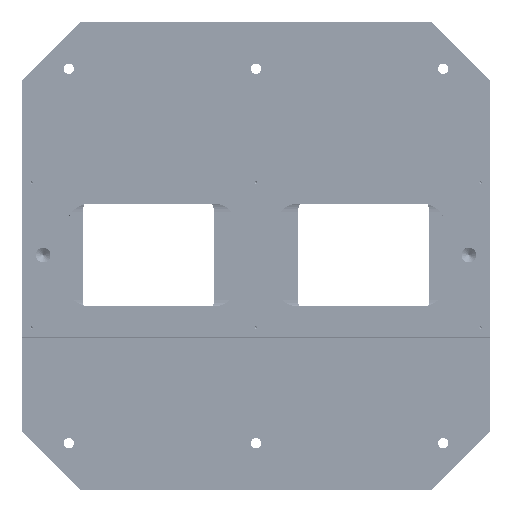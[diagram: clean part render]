
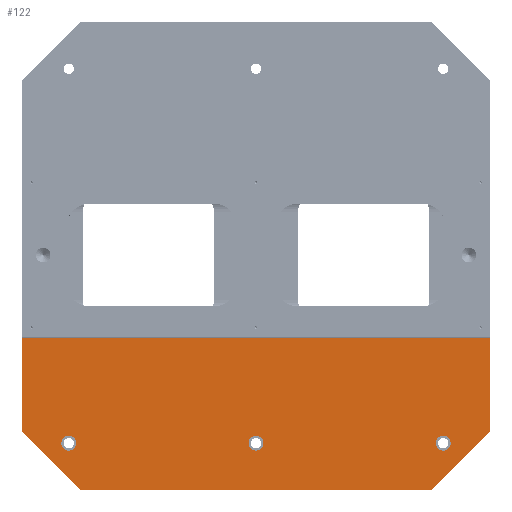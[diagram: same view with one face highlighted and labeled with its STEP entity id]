
A CAD part, top view. The second image highlights one B-rep face of the part: STEP entity #122.
In plain terms, the highlighted planar face has unit normal (0, 0, 1).
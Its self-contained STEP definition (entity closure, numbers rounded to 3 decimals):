
#122 = ADVANCED_FACE( '', ( #1995, #1996, #1997, #1998 ), #1999, .T. );
#1995 = FACE_BOUND( '', #7838, .T. );
#1996 = FACE_BOUND( '', #7839, .T. );
#1997 = FACE_BOUND( '', #7840, .T. );
#1998 = FACE_OUTER_BOUND( '', #7841, .T. );
#1999 = PLANE( '', #7842 );
#7838 = EDGE_LOOP( '', ( #14038 ) );
#7839 = EDGE_LOOP( '', ( #14039 ) );
#7840 = EDGE_LOOP( '', ( #14040 ) );
#7841 = EDGE_LOOP( '', ( #14041, #14042, #14043, #14044, #14045, #14046 ) );
#7842 = AXIS2_PLACEMENT_3D( '', #14047, #14048, #14049 );
#14038 = ORIENTED_EDGE( '', *, *, #24264, .T. );
#14039 = ORIENTED_EDGE( '', *, *, #24265, .T. );
#14040 = ORIENTED_EDGE( '', *, *, #24266, .T. );
#14041 = ORIENTED_EDGE( '', *, *, #24267, .T. );
#14042 = ORIENTED_EDGE( '', *, *, #24258, .T. );
#14043 = ORIENTED_EDGE( '', *, *, #24268, .T. );
#14044 = ORIENTED_EDGE( '', *, *, #24269, .T. );
#14045 = ORIENTED_EDGE( '', *, *, #24270, .T. );
#14046 = ORIENTED_EDGE( '', *, *, #23869, .T. );
#14047 = CARTESIAN_POINT( '', ( -500., -500., 55. ) );
#14048 = DIRECTION( '', ( 0., 0., 1. ) );
#14049 = DIRECTION( '', ( 1., 0., 0. ) );
#23869 = EDGE_CURVE( '', #26922, #26923, #26924, .F. );
#24258 = EDGE_CURVE( '', #27672, #27673, #27674, .F. );
#24264 = EDGE_CURVE( '', #27684, #27684, #27685, .T. );
#24265 = EDGE_CURVE( '', #27686, #27686, #27687, .T. );
#24266 = EDGE_CURVE( '', #27688, #27688, #27689, .T. );
#24267 = EDGE_CURVE( '', #26923, #27672, #27690, .T. );
#24268 = EDGE_CURVE( '', #27673, #27691, #27692, .T. );
#24269 = EDGE_CURVE( '', #27691, #27693, #27694, .T. );
#24270 = EDGE_CURVE( '', #27693, #26922, #27695, .T. );
#26922 = VERTEX_POINT( '', #31934 );
#26923 = VERTEX_POINT( '', #31935 );
#26924 = LINE( '', #31936, #31937 );
#27672 = VERTEX_POINT( '', #33402 );
#27673 = VERTEX_POINT( '', #33403 );
#27674 = LINE( '', #33404, #33405 );
#27684 = VERTEX_POINT( '', #33418 );
#27685 = CIRCLE( '', #33419, 16. );
#27686 = VERTEX_POINT( '', #33420 );
#27687 = CIRCLE( '', #33421, 16. );
#27688 = VERTEX_POINT( '', #33422 );
#27689 = CIRCLE( '', #33423, 16. );
#27690 = LINE( '', #33424, #33425 );
#27691 = VERTEX_POINT( '', #33426 );
#27692 = LINE( '', #33427, #33428 );
#27693 = VERTEX_POINT( '', #33429 );
#27694 = LINE( '', #33430, #33431 );
#27695 = LINE( '', #33432, #33433 );
#31934 = CARTESIAN_POINT( '', ( -500., -375., 55. ) );
#31935 = CARTESIAN_POINT( '', ( -375., -500., 55. ) );
#31936 = CARTESIAN_POINT( '', ( -437.5, -437.5, 55. ) );
#31937 = VECTOR( '', #38740, 1000. );
#33402 = CARTESIAN_POINT( '', ( 375., -500., 55. ) );
#33403 = CARTESIAN_POINT( '', ( 500., -375., 55. ) );
#33404 = CARTESIAN_POINT( '', ( -62.5, -937.5, 55. ) );
#33405 = VECTOR( '', #39631, 1000. );
#33418 = CARTESIAN_POINT( '', ( -400., -416., 55. ) );
#33419 = AXIS2_PLACEMENT_3D( '', #39641, #39642, #39643 );
#33420 = CARTESIAN_POINT( '', ( 0., -416., 55. ) );
#33421 = AXIS2_PLACEMENT_3D( '', #39644, #39645, #39646 );
#33422 = CARTESIAN_POINT( '', ( 400., -416., 55. ) );
#33423 = AXIS2_PLACEMENT_3D( '', #39647, #39648, #39649 );
#33424 = CARTESIAN_POINT( '', ( -500., -500., 55. ) );
#33425 = VECTOR( '', #39650, 1000. );
#33426 = CARTESIAN_POINT( '', ( 500., -175., 55. ) );
#33427 = CARTESIAN_POINT( '', ( 500., -500., 55. ) );
#33428 = VECTOR( '', #39651, 1000. );
#33429 = CARTESIAN_POINT( '', ( -500., -175., 55. ) );
#33430 = CARTESIAN_POINT( '', ( -500., -175., 55. ) );
#33431 = VECTOR( '', #39652, 1000. );
#33432 = CARTESIAN_POINT( '', ( -500., 500., 55. ) );
#33433 = VECTOR( '', #39653, 1000. );
#38740 = DIRECTION( '', ( -0.707, 0.707, 0. ) );
#39631 = DIRECTION( '', ( -0.707, -0.707, 0. ) );
#39641 = CARTESIAN_POINT( '', ( -400., -400., 55. ) );
#39642 = DIRECTION( '', ( 0., 0., -1. ) );
#39643 = DIRECTION( '', ( 0., -1., 0. ) );
#39644 = CARTESIAN_POINT( '', ( 0., -400., 55. ) );
#39645 = DIRECTION( '', ( 0., 0., -1. ) );
#39646 = DIRECTION( '', ( 0., -1., 0. ) );
#39647 = CARTESIAN_POINT( '', ( 400., -400., 55. ) );
#39648 = DIRECTION( '', ( 0., 0., -1. ) );
#39649 = DIRECTION( '', ( 0., -1., 0. ) );
#39650 = DIRECTION( '', ( 1., 0., 0. ) );
#39651 = DIRECTION( '', ( 0., 1., 0. ) );
#39652 = DIRECTION( '', ( -1., 0., 0. ) );
#39653 = DIRECTION( '', ( 0., -1., 0. ) );
